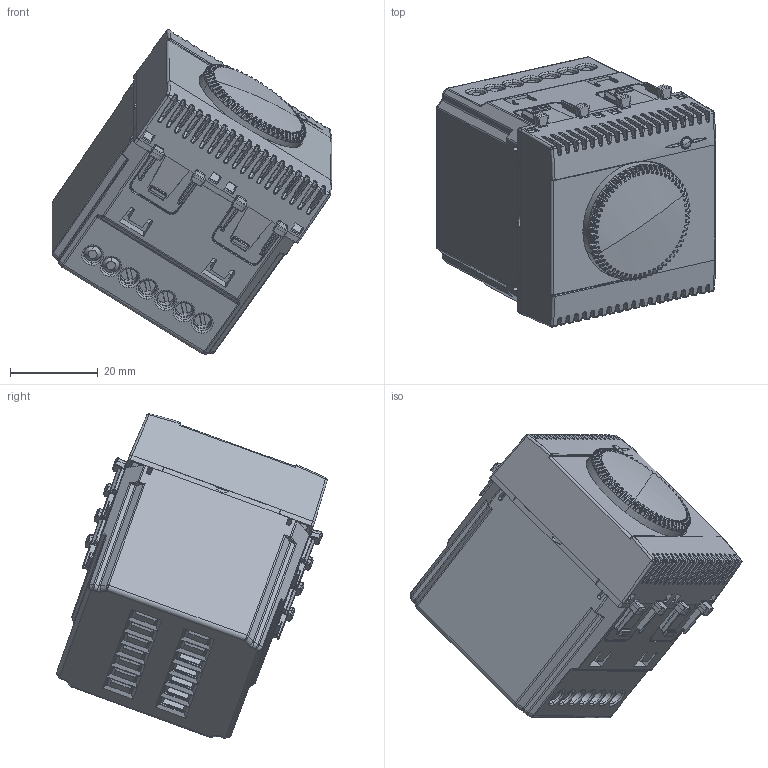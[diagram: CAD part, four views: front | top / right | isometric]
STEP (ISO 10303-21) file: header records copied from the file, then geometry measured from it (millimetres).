
FILE_DESCRIPTION(('CATIA V5 STEP Exchange'),'2;1');
FILE_NAME('441085.stp','2024-02-27T10:45:57+00:00',('none'),('none'),'CATIA Version 5-6 Release 2016 SP6','CATIA V5 STEP AP203','none');
FILE_SCHEMA(('CONFIG_CONTROL_DESIGN'));
Products named in the file (1): 441085
Assembly tree (6 placements, depth 2):
  441085
    #57
    #25088
    #124169
    #124582
    #159184  x2
Bounding box: 63.79 x 61.8 x 74.09 mm (x, y, z)
Volume: 25439.3 mm3; surface area: 33720.7 mm2
Topology: 6 solids, 6 shells, 3503 faces, 9322 edges, 5708 vertices
Faces by surface type: plane 1395, cylinder 852, bspline 664, cone 423, torus 99, sphere 68, revolution 2
Entity records: 161217 total; most frequent: CARTESIAN_POINT 91311, ORIENTED_EDGE 18070, EDGE_CURVE 9035, DIRECTION 8463, VERTEX_POINT 5590, B_SPLINE_CURVE_WITH_KNOTS 4372, VECTOR 3543, LINE 3543
